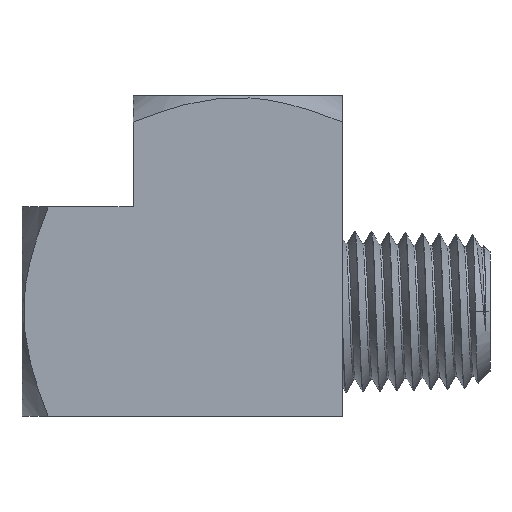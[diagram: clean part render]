
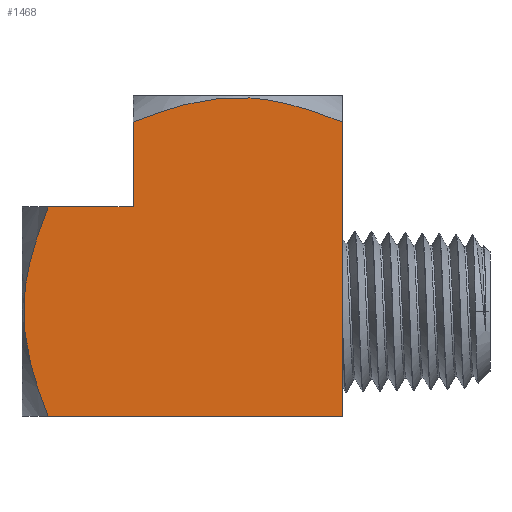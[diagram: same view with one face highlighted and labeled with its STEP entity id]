
A CAD part, front view. The second image highlights one B-rep face of the part: STEP entity #1468.
In plain terms, the highlighted planar face has unit normal (0, -1, 0).
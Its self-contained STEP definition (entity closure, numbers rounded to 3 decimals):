
#17=(
BOUNDED_CURVE()
B_SPLINE_CURVE(2,(#11417,#11418,#11419,#11420),.UNSPECIFIED.,.F.,.F.)
B_SPLINE_CURVE_WITH_KNOTS((3,1,3),(65.179,97.496,168.759),
 .UNSPECIFIED.)
CURVE()
GEOMETRIC_REPRESENTATION_ITEM()
RATIONAL_B_SPLINE_CURVE((5.242,5.888,6.666,
5.242))
REPRESENTATION_ITEM('')
);
#23=(
BOUNDED_CURVE()
B_SPLINE_CURVE(2,(#12819,#12820,#12821,#12822),.UNSPECIFIED.,.F.,.F.)
B_SPLINE_CURVE_WITH_KNOTS((3,1,3),(65.179,97.496,168.759),
 .UNSPECIFIED.)
CURVE()
GEOMETRIC_REPRESENTATION_ITEM()
RATIONAL_B_SPLINE_CURVE((5.242,5.888,6.666,
5.242))
REPRESENTATION_ITEM('')
);
#48=PLANE('',#1564);
#143=FACE_OUTER_BOUND('',#226,.T.);
#226=EDGE_LOOP('',(#1208,#1209,#1210,#1211,#1212,#1213));
#417=LINE('',#11437,#485);
#420=LINE('',#11453,#488);
#427=LINE('',#12817,#495);
#428=LINE('',#12823,#496);
#485=VECTOR('',#1753,1000.);
#488=VECTOR('',#1760,1000.);
#495=VECTOR('',#1785,1000.);
#496=VECTOR('',#1786,1000.);
#625=VERTEX_POINT('',#11415);
#626=VERTEX_POINT('',#11416);
#628=VERTEX_POINT('',#11430);
#632=VERTEX_POINT('',#11451);
#643=VERTEX_POINT('',#12816);
#644=VERTEX_POINT('',#12818);
#815=EDGE_CURVE('',#625,#626,#17,.T.);
#821=EDGE_CURVE('',#628,#625,#417,.T.);
#826=EDGE_CURVE('',#632,#626,#420,.T.);
#846=EDGE_CURVE('',#632,#643,#427,.T.);
#847=EDGE_CURVE('',#643,#644,#23,.T.);
#848=EDGE_CURVE('',#628,#644,#428,.T.);
#1208=ORIENTED_EDGE('',*,*,#815,.T.);
#1209=ORIENTED_EDGE('',*,*,#826,.F.);
#1210=ORIENTED_EDGE('',*,*,#846,.T.);
#1211=ORIENTED_EDGE('',*,*,#847,.T.);
#1212=ORIENTED_EDGE('',*,*,#848,.F.);
#1213=ORIENTED_EDGE('',*,*,#821,.T.);
#1468=ADVANCED_FACE('',(#143),#48,.T.);
#1564=AXIS2_PLACEMENT_3D('',#12815,#1783,#1784);
#1753=DIRECTION('',(-1.,0.,0.));
#1760=DIRECTION('',(-1.,0.,0.));
#1783=DIRECTION('center_axis',(0.,-1.,0.));
#1784=DIRECTION('ref_axis',(0.,0.,1.));
#1785=DIRECTION('',(0.,0.,1.));
#1786=DIRECTION('',(0.,0.,1.));
#11415=CARTESIAN_POINT('',(2.191,-8.981,8.731));
#11416=CARTESIAN_POINT('',(2.191,-8.981,-8.731));
#11417=CARTESIAN_POINT('Ctrl Pts',(2.191,-8.981,8.731));
#11418=CARTESIAN_POINT('Ctrl Pts',(0.829,-8.981,5.349));
#11419=CARTESIAN_POINT('Ctrl Pts',(-0.461,-8.981,-2.142));
#11420=CARTESIAN_POINT('Ctrl Pts',(2.191,-8.981,-8.731));
#11430=CARTESIAN_POINT('',(9.281,-8.981,8.731));
#11437=CARTESIAN_POINT('',(26.648,-8.981,8.731));
#11451=CARTESIAN_POINT('',(26.743,-8.981,-8.731));
#11453=CARTESIAN_POINT('',(26.648,-8.981,-8.731));
#12815=CARTESIAN_POINT('Origin',(26.648,-8.981,8.731));
#12816=CARTESIAN_POINT('',(26.743,-8.981,15.821));
#12817=CARTESIAN_POINT('',(26.743,-8.981,-8.636));
#12818=CARTESIAN_POINT('',(9.281,-8.981,15.821));
#12819=CARTESIAN_POINT('Ctrl Pts',(26.743,-8.981,15.821));
#12820=CARTESIAN_POINT('Ctrl Pts',(23.361,-8.981,17.183));
#12821=CARTESIAN_POINT('Ctrl Pts',(15.87,-8.981,18.473));
#12822=CARTESIAN_POINT('Ctrl Pts',(9.281,-8.981,15.821));
#12823=CARTESIAN_POINT('',(9.281,-8.981,-8.636));
